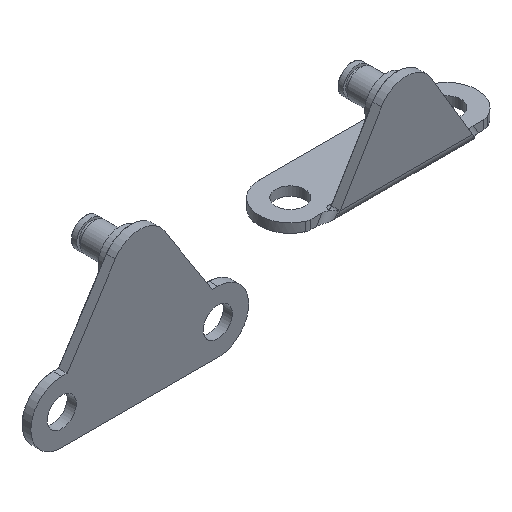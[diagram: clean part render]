
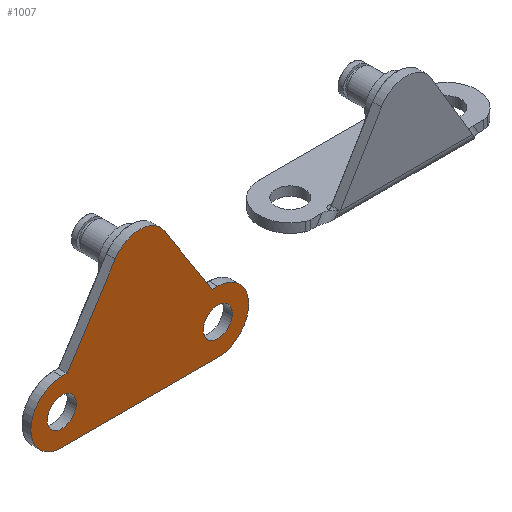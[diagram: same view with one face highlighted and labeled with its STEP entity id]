
A CAD part, isometric view. The second image highlights one B-rep face of the part: STEP entity #1007.
In plain terms, the highlighted planar face has unit normal (0, -1, 0).
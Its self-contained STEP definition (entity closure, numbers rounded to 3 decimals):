
#61=FACE_BOUND('',#257,.T.);
#62=FACE_BOUND('',#258,.T.);
#86=PLANE('',#1140);
#163=FACE_OUTER_BOUND('',#256,.T.);
#256=EDGE_LOOP('',(#900,#901,#902,#903,#904,#905,#906,#907));
#257=EDGE_LOOP('',(#908));
#258=EDGE_LOOP('',(#909));
#310=LINE('',#1833,#365);
#313=LINE('',#1838,#368);
#316=LINE('',#1846,#371);
#319=LINE('',#1882,#374);
#321=LINE('',#1888,#376);
#365=VECTOR('',#1389,1.5);
#368=VECTOR('',#1394,24.529);
#371=VECTOR('',#1403,24.529);
#374=VECTOR('',#1450,1.5);
#376=VECTOR('',#1458,43.);
#405=CIRCLE('',#1083,4.);
#407=CIRCLE('',#1086,4.);
#421=CIRCLE('',#1113,8.);
#431=CIRCLE('',#1135,8.5);
#432=CIRCLE('',#1138,8.5);
#486=VERTEX_POINT('',#1772);
#488=VERTEX_POINT('',#1777);
#506=VERTEX_POINT('',#1830);
#507=VERTEX_POINT('',#1832);
#508=VERTEX_POINT('',#1836);
#509=VERTEX_POINT('',#1840);
#510=VERTEX_POINT('',#1844);
#520=VERTEX_POINT('',#1876);
#521=VERTEX_POINT('',#1880);
#522=VERTEX_POINT('',#1884);
#599=EDGE_CURVE('',#486,#486,#405,.T.);
#601=EDGE_CURVE('',#488,#488,#407,.T.);
#628=EDGE_CURVE('',#506,#507,#310,.T.);
#631=EDGE_CURVE('',#508,#506,#313,.T.);
#633=EDGE_CURVE('',#509,#508,#421,.T.);
#635=EDGE_CURVE('',#510,#509,#316,.T.);
#645=EDGE_CURVE('',#507,#520,#431,.T.);
#648=EDGE_CURVE('',#521,#510,#319,.T.);
#650=EDGE_CURVE('',#522,#521,#432,.T.);
#651=EDGE_CURVE('',#520,#522,#321,.T.);
#900=ORIENTED_EDGE('',*,*,#631,.F.);
#901=ORIENTED_EDGE('',*,*,#633,.F.);
#902=ORIENTED_EDGE('',*,*,#635,.F.);
#903=ORIENTED_EDGE('',*,*,#648,.F.);
#904=ORIENTED_EDGE('',*,*,#650,.F.);
#905=ORIENTED_EDGE('',*,*,#651,.F.);
#906=ORIENTED_EDGE('',*,*,#645,.F.);
#907=ORIENTED_EDGE('',*,*,#628,.F.);
#908=ORIENTED_EDGE('',*,*,#599,.T.);
#909=ORIENTED_EDGE('',*,*,#601,.T.);
#1007=ADVANCED_FACE('',(#163,#61,#62),#86,.T.);
#1083=AXIS2_PLACEMENT_3D('',#1773,#1322,#1323);
#1086=AXIS2_PLACEMENT_3D('',#1778,#1328,#1329);
#1113=AXIS2_PLACEMENT_3D('',#1842,#1398,#1399);
#1135=AXIS2_PLACEMENT_3D('',#1877,#1444,#1445);
#1138=AXIS2_PLACEMENT_3D('',#1886,#1454,#1455);
#1140=AXIS2_PLACEMENT_3D('',#1889,#1459,#1460);
#1322=DIRECTION('center_axis',(0.,1.,0.));
#1323=DIRECTION('ref_axis',(1.,0.,0.));
#1328=DIRECTION('center_axis',(0.,1.,0.));
#1329=DIRECTION('ref_axis',(1.,0.,0.));
#1389=DIRECTION('',(1.,0.,0.));
#1394=DIRECTION('',(0.541,0.,-0.841));
#1398=DIRECTION('center_axis',(0.,1.,0.));
#1399=DIRECTION('ref_axis',(-0.841,0.,0.541));
#1403=DIRECTION('',(0.541,0.,0.841));
#1444=DIRECTION('center_axis',(0.,1.,0.));
#1445=DIRECTION('ref_axis',(0.,0.,1.));
#1450=DIRECTION('',(1.,0.,0.));
#1454=DIRECTION('center_axis',(0.,1.,0.));
#1455=DIRECTION('ref_axis',(0.,0.,-1.));
#1458=DIRECTION('',(-1.,0.,0.));
#1459=DIRECTION('center_axis',(0.,-1.,0.));
#1460=DIRECTION('ref_axis',(0.,0.,-1.));
#1772=CARTESIAN_POINT('',(-47.,0.,8.5));
#1773=CARTESIAN_POINT('Origin',(-43.,0.,8.5));
#1777=CARTESIAN_POINT('',(-4.,0.,8.5));
#1778=CARTESIAN_POINT('Origin',(0.,0.,8.5));
#1830=CARTESIAN_POINT('',(-1.5,0.,17.));
#1832=CARTESIAN_POINT('',(0.,0.,17.));
#1833=CARTESIAN_POINT('',(-43.,0.,17.));
#1836=CARTESIAN_POINT('',(-14.772,0.,37.629));
#1838=CARTESIAN_POINT('',(-14.772,0.,37.629));
#1840=CARTESIAN_POINT('',(-28.228,0.,37.629));
#1842=CARTESIAN_POINT('Origin',(-21.5,0.,33.3));
#1844=CARTESIAN_POINT('',(-41.5,0.,17.));
#1846=CARTESIAN_POINT('',(-41.5,0.,17.));
#1876=CARTESIAN_POINT('',(0.,0.,0.));
#1877=CARTESIAN_POINT('Origin',(0.,0.,8.5));
#1880=CARTESIAN_POINT('',(-43.,0.,17.));
#1882=CARTESIAN_POINT('',(-43.,0.,17.));
#1884=CARTESIAN_POINT('',(-43.,0.,0.));
#1886=CARTESIAN_POINT('Origin',(-43.,0.,8.5));
#1888=CARTESIAN_POINT('',(0.,0.,0.));
#1889=CARTESIAN_POINT('Origin',(-21.5,0.,24.741));
